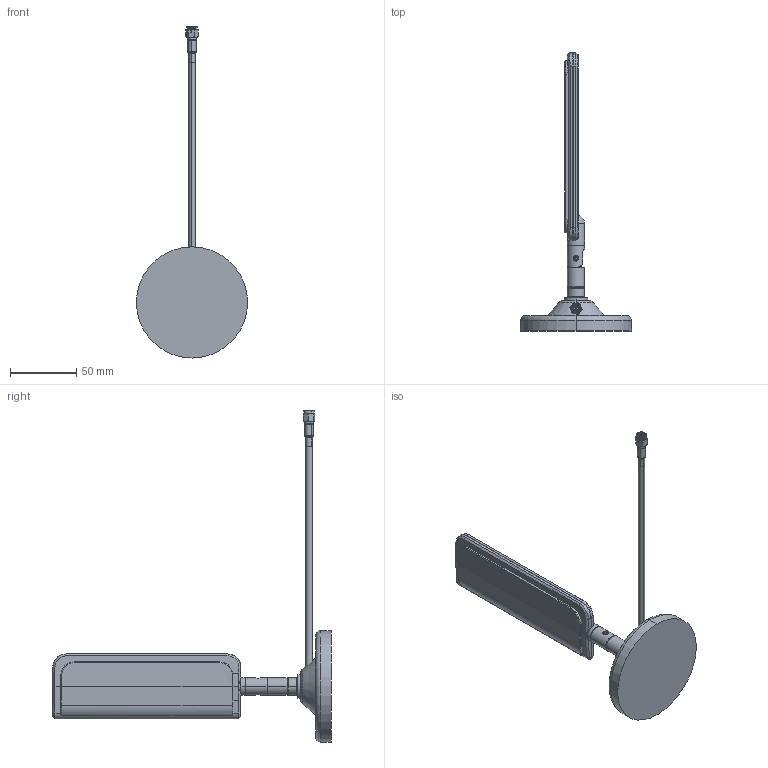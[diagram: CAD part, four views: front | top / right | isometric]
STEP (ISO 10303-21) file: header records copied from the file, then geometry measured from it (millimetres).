
FILE_DESCRIPTION (( 'STEP AP214' ), '1' );
FILE_NAME ('MB.TG30.A.305111_web.STEP', '2022-03-21T15:34:43', ( '' ), ( '' ), 'SwSTEP 2.0', 'SolidWorks 2018', '' );
FILE_SCHEMA (( 'AUTOMOTIVE_DESIGN' ));
Length unit declared in the file: millimetre
Products named in the file (1): MB.TG30.A.305111_web
Bounding box: 84 x 210.19 x 250.91 mm (x, y, z)
Surface area: 37171.5 mm2 (no closed solid volume)
Topology: 0 solids, 10 shells, 183 faces, 520 edges, 345 vertices
Faces by surface type: cylinder 66, plane 48, cone 23, bspline 23, torus 21, sphere 2
Entity records: 13747 total; most frequent: CARTESIAN_POINT 7883, ORIENTED_EDGE 937, EDGE_CURVE 520, DIRECTION 503, B_SPLINE_CURVE_WITH_KNOTS 382, VERTEX_POINT 345, AXIS2_PLACEMENT_3D 232, EDGE_LOOP 196
